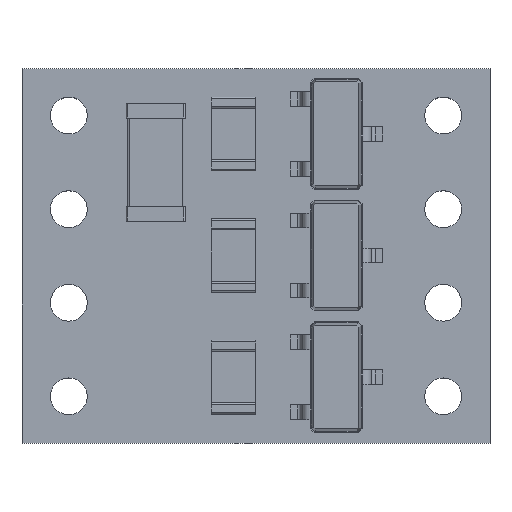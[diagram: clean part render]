
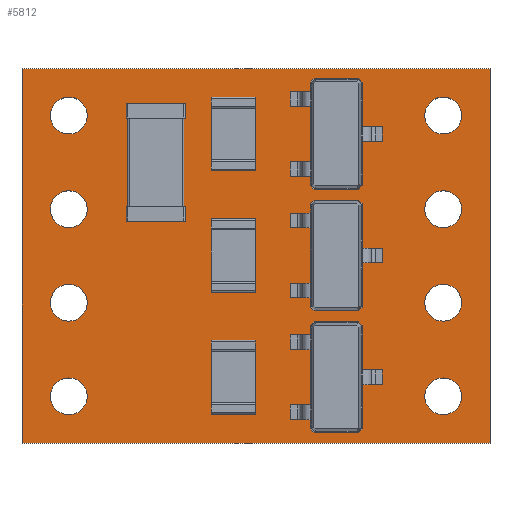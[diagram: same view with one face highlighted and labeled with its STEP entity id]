
A CAD part, top view. The second image highlights one B-rep face of the part: STEP entity #5812.
In plain terms, the highlighted planar face has unit normal (0, 0, 1).
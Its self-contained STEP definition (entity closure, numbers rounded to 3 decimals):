
#25=FACE_BOUND('',#939,.T.);
#26=FACE_BOUND('',#940,.T.);
#27=FACE_BOUND('',#941,.T.);
#28=FACE_BOUND('',#942,.T.);
#29=FACE_BOUND('',#943,.T.);
#30=FACE_BOUND('',#944,.T.);
#31=FACE_BOUND('',#945,.T.);
#32=FACE_BOUND('',#946,.T.);
#248=CIRCLE('',#6396,0.5);
#249=CIRCLE('',#6397,0.5);
#250=CIRCLE('',#6398,0.5);
#251=CIRCLE('',#6399,0.5);
#252=CIRCLE('',#6400,0.5);
#253=CIRCLE('',#6401,0.5);
#254=CIRCLE('',#6402,0.5);
#255=CIRCLE('',#6403,0.5);
#256=CIRCLE('',#6404,0.5);
#257=CIRCLE('',#6405,0.5);
#258=CIRCLE('',#6406,0.5);
#259=CIRCLE('',#6407,0.5);
#260=CIRCLE('',#6408,0.5);
#261=CIRCLE('',#6409,0.5);
#262=CIRCLE('',#6410,0.5);
#263=CIRCLE('',#6411,0.5);
#627=FACE_OUTER_BOUND('',#938,.T.);
#938=EDGE_LOOP('',(#4931,#4932,#4933,#4934));
#939=EDGE_LOOP('',(#4935,#4936));
#940=EDGE_LOOP('',(#4937,#4938));
#941=EDGE_LOOP('',(#4939,#4940));
#942=EDGE_LOOP('',(#4941,#4942));
#943=EDGE_LOOP('',(#4943,#4944));
#944=EDGE_LOOP('',(#4945,#4946));
#945=EDGE_LOOP('',(#4947,#4948));
#946=EDGE_LOOP('',(#4949,#4950));
#1552=LINE('',#9503,#2165);
#1555=LINE('',#9509,#2168);
#1558=LINE('',#9515,#2171);
#1560=LINE('',#9551,#2173);
#2165=VECTOR('',#7893,1.);
#2168=VECTOR('',#7898,1.);
#2171=VECTOR('',#7903,1.);
#2173=VECTOR('',#7941,1.);
#2633=VERTEX_POINT('',#9497);
#2635=VERTEX_POINT('',#9501);
#2637=VERTEX_POINT('',#9506);
#2639=VERTEX_POINT('',#9513);
#2656=VERTEX_POINT('',#9552);
#2657=VERTEX_POINT('',#9553);
#2658=VERTEX_POINT('',#9556);
#2659=VERTEX_POINT('',#9557);
#2660=VERTEX_POINT('',#9560);
#2661=VERTEX_POINT('',#9561);
#2662=VERTEX_POINT('',#9564);
#2663=VERTEX_POINT('',#9565);
#2664=VERTEX_POINT('',#9568);
#2665=VERTEX_POINT('',#9569);
#2666=VERTEX_POINT('',#9572);
#2667=VERTEX_POINT('',#9573);
#2668=VERTEX_POINT('',#9576);
#2669=VERTEX_POINT('',#9577);
#2670=VERTEX_POINT('',#9580);
#2671=VERTEX_POINT('',#9581);
#3400=EDGE_CURVE('',#2633,#2635,#1552,.T.);
#3403=EDGE_CURVE('',#2637,#2633,#1555,.T.);
#3406=EDGE_CURVE('',#2635,#2639,#1558,.T.);
#3424=EDGE_CURVE('',#2639,#2637,#1560,.T.);
#3425=EDGE_CURVE('',#2656,#2657,#248,.T.);
#3426=EDGE_CURVE('',#2657,#2656,#249,.T.);
#3427=EDGE_CURVE('',#2658,#2659,#250,.T.);
#3428=EDGE_CURVE('',#2659,#2658,#251,.T.);
#3429=EDGE_CURVE('',#2660,#2661,#252,.T.);
#3430=EDGE_CURVE('',#2661,#2660,#253,.T.);
#3431=EDGE_CURVE('',#2662,#2663,#254,.T.);
#3432=EDGE_CURVE('',#2663,#2662,#255,.T.);
#3433=EDGE_CURVE('',#2664,#2665,#256,.T.);
#3434=EDGE_CURVE('',#2665,#2664,#257,.T.);
#3435=EDGE_CURVE('',#2666,#2667,#258,.T.);
#3436=EDGE_CURVE('',#2667,#2666,#259,.T.);
#3437=EDGE_CURVE('',#2668,#2669,#260,.T.);
#3438=EDGE_CURVE('',#2669,#2668,#261,.T.);
#3439=EDGE_CURVE('',#2670,#2671,#262,.T.);
#3440=EDGE_CURVE('',#2671,#2670,#263,.T.);
#4931=ORIENTED_EDGE('',*,*,#3400,.T.);
#4932=ORIENTED_EDGE('',*,*,#3406,.T.);
#4933=ORIENTED_EDGE('',*,*,#3424,.T.);
#4934=ORIENTED_EDGE('',*,*,#3403,.T.);
#4935=ORIENTED_EDGE('',*,*,#3425,.F.);
#4936=ORIENTED_EDGE('',*,*,#3426,.F.);
#4937=ORIENTED_EDGE('',*,*,#3427,.F.);
#4938=ORIENTED_EDGE('',*,*,#3428,.F.);
#4939=ORIENTED_EDGE('',*,*,#3429,.F.);
#4940=ORIENTED_EDGE('',*,*,#3430,.F.);
#4941=ORIENTED_EDGE('',*,*,#3431,.F.);
#4942=ORIENTED_EDGE('',*,*,#3432,.F.);
#4943=ORIENTED_EDGE('',*,*,#3433,.F.);
#4944=ORIENTED_EDGE('',*,*,#3434,.F.);
#4945=ORIENTED_EDGE('',*,*,#3435,.F.);
#4946=ORIENTED_EDGE('',*,*,#3436,.F.);
#4947=ORIENTED_EDGE('',*,*,#3437,.F.);
#4948=ORIENTED_EDGE('',*,*,#3438,.F.);
#4949=ORIENTED_EDGE('',*,*,#3439,.F.);
#4950=ORIENTED_EDGE('',*,*,#3440,.F.);
#5228=PLANE('',#6395);
#5812=ADVANCED_FACE('',(#627,#25,#26,#27,#28,#29,#30,#31,#32),#5228,.T.);
#6395=AXIS2_PLACEMENT_3D('',#9550,#7939,#7940);
#6396=AXIS2_PLACEMENT_3D('',#9554,#7942,#7943);
#6397=AXIS2_PLACEMENT_3D('',#9555,#7944,#7945);
#6398=AXIS2_PLACEMENT_3D('',#9558,#7946,#7947);
#6399=AXIS2_PLACEMENT_3D('',#9559,#7948,#7949);
#6400=AXIS2_PLACEMENT_3D('',#9562,#7950,#7951);
#6401=AXIS2_PLACEMENT_3D('',#9563,#7952,#7953);
#6402=AXIS2_PLACEMENT_3D('',#9566,#7954,#7955);
#6403=AXIS2_PLACEMENT_3D('',#9567,#7956,#7957);
#6404=AXIS2_PLACEMENT_3D('',#9570,#7958,#7959);
#6405=AXIS2_PLACEMENT_3D('',#9571,#7960,#7961);
#6406=AXIS2_PLACEMENT_3D('',#9574,#7962,#7963);
#6407=AXIS2_PLACEMENT_3D('',#9575,#7964,#7965);
#6408=AXIS2_PLACEMENT_3D('',#9578,#7966,#7967);
#6409=AXIS2_PLACEMENT_3D('',#9579,#7968,#7969);
#6410=AXIS2_PLACEMENT_3D('',#9582,#7970,#7971);
#6411=AXIS2_PLACEMENT_3D('',#9583,#7972,#7973);
#7893=DIRECTION('',(0.,-1.,0.));
#7898=DIRECTION('',(-1.,0.,0.));
#7903=DIRECTION('',(1.,0.,0.));
#7939=DIRECTION('center_axis',(0.,0.,1.));
#7940=DIRECTION('ref_axis',(1.,0.,0.));
#7941=DIRECTION('',(0.,1.,0.));
#7942=DIRECTION('center_axis',(0.,0.,1.));
#7943=DIRECTION('ref_axis',(1.,0.,0.));
#7944=DIRECTION('center_axis',(0.,0.,1.));
#7945=DIRECTION('ref_axis',(1.,0.,0.));
#7946=DIRECTION('center_axis',(0.,0.,1.));
#7947=DIRECTION('ref_axis',(1.,0.,0.));
#7948=DIRECTION('center_axis',(0.,0.,1.));
#7949=DIRECTION('ref_axis',(1.,0.,0.));
#7950=DIRECTION('center_axis',(0.,0.,1.));
#7951=DIRECTION('ref_axis',(1.,0.,0.));
#7952=DIRECTION('center_axis',(0.,0.,1.));
#7953=DIRECTION('ref_axis',(1.,0.,0.));
#7954=DIRECTION('center_axis',(0.,0.,1.));
#7955=DIRECTION('ref_axis',(1.,0.,0.));
#7956=DIRECTION('center_axis',(0.,0.,1.));
#7957=DIRECTION('ref_axis',(1.,0.,0.));
#7958=DIRECTION('center_axis',(0.,0.,1.));
#7959=DIRECTION('ref_axis',(1.,0.,0.));
#7960=DIRECTION('center_axis',(0.,0.,1.));
#7961=DIRECTION('ref_axis',(1.,0.,0.));
#7962=DIRECTION('center_axis',(0.,0.,1.));
#7963=DIRECTION('ref_axis',(1.,0.,0.));
#7964=DIRECTION('center_axis',(0.,0.,1.));
#7965=DIRECTION('ref_axis',(1.,0.,0.));
#7966=DIRECTION('center_axis',(0.,0.,1.));
#7967=DIRECTION('ref_axis',(1.,0.,0.));
#7968=DIRECTION('center_axis',(0.,0.,1.));
#7969=DIRECTION('ref_axis',(1.,0.,0.));
#7970=DIRECTION('center_axis',(0.,0.,1.));
#7971=DIRECTION('ref_axis',(1.,0.,0.));
#7972=DIRECTION('center_axis',(0.,0.,1.));
#7973=DIRECTION('ref_axis',(1.,0.,0.));
#9497=CARTESIAN_POINT('',(128.27,-125.73,1.6));
#9501=CARTESIAN_POINT('',(128.27,-135.89,1.6));
#9503=CARTESIAN_POINT('',(128.27,-125.73,1.6));
#9506=CARTESIAN_POINT('',(140.97,-125.73,1.6));
#9509=CARTESIAN_POINT('',(140.97,-125.73,1.6));
#9513=CARTESIAN_POINT('',(140.97,-135.89,1.6));
#9515=CARTESIAN_POINT('',(128.27,-135.89,1.6));
#9550=CARTESIAN_POINT('Origin',(134.62,-130.81,1.6));
#9551=CARTESIAN_POINT('',(140.97,-135.89,1.6));
#9552=CARTESIAN_POINT('',(140.2,-129.54,1.6));
#9553=CARTESIAN_POINT('',(139.2,-129.54,1.6));
#9554=CARTESIAN_POINT('Origin',(139.7,-129.54,1.6));
#9555=CARTESIAN_POINT('Origin',(139.7,-129.54,1.6));
#9556=CARTESIAN_POINT('',(140.2,-134.62,1.6));
#9557=CARTESIAN_POINT('',(139.2,-134.62,1.6));
#9558=CARTESIAN_POINT('Origin',(139.7,-134.62,1.6));
#9559=CARTESIAN_POINT('Origin',(139.7,-134.62,1.6));
#9560=CARTESIAN_POINT('',(140.2,-132.08,1.6));
#9561=CARTESIAN_POINT('',(139.2,-132.08,1.6));
#9562=CARTESIAN_POINT('Origin',(139.7,-132.08,1.6));
#9563=CARTESIAN_POINT('Origin',(139.7,-132.08,1.6));
#9564=CARTESIAN_POINT('',(130.04,-134.62,1.6));
#9565=CARTESIAN_POINT('',(129.04,-134.62,1.6));
#9566=CARTESIAN_POINT('Origin',(129.54,-134.62,1.6));
#9567=CARTESIAN_POINT('Origin',(129.54,-134.62,1.6));
#9568=CARTESIAN_POINT('',(130.04,-132.08,1.6));
#9569=CARTESIAN_POINT('',(129.04,-132.08,1.6));
#9570=CARTESIAN_POINT('Origin',(129.54,-132.08,1.6));
#9571=CARTESIAN_POINT('Origin',(129.54,-132.08,1.6));
#9572=CARTESIAN_POINT('',(130.04,-129.54,1.6));
#9573=CARTESIAN_POINT('',(129.04,-129.54,1.6));
#9574=CARTESIAN_POINT('Origin',(129.54,-129.54,1.6));
#9575=CARTESIAN_POINT('Origin',(129.54,-129.54,1.6));
#9576=CARTESIAN_POINT('',(140.2,-127.,1.6));
#9577=CARTESIAN_POINT('',(139.2,-127.,1.6));
#9578=CARTESIAN_POINT('Origin',(139.7,-127.,1.6));
#9579=CARTESIAN_POINT('Origin',(139.7,-127.,1.6));
#9580=CARTESIAN_POINT('',(130.04,-127.,1.6));
#9581=CARTESIAN_POINT('',(129.04,-127.,1.6));
#9582=CARTESIAN_POINT('Origin',(129.54,-127.,1.6));
#9583=CARTESIAN_POINT('Origin',(129.54,-127.,1.6));
